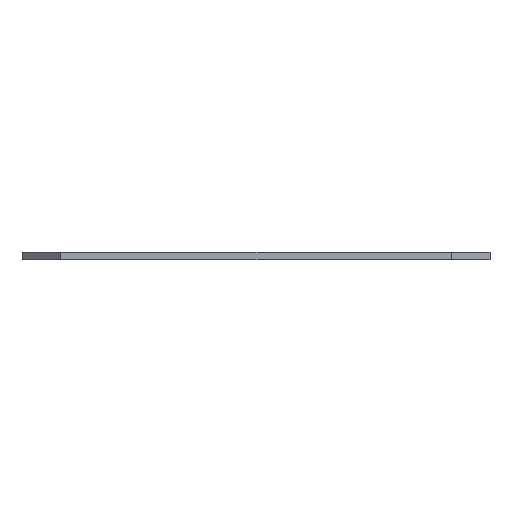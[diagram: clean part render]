
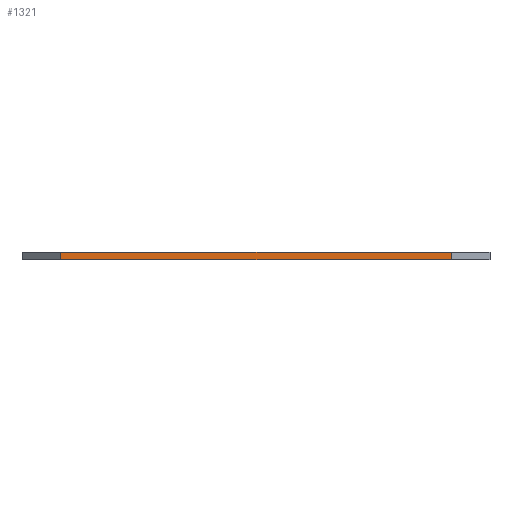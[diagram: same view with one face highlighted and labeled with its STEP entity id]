
A CAD part, left-side view. The second image highlights one B-rep face of the part: STEP entity #1321.
In plain terms, the highlighted planar face has unit normal (-1, 0, 0).
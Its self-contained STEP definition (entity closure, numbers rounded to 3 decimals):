
#115=PLANE('',#1483);
#169=FACE_OUTER_BOUND('',#229,.T.);
#229=EDGE_LOOP('',(#1067,#1068,#1069,#1070));
#386=LINE('',#2182,#460);
#392=LINE('',#2194,#466);
#397=LINE('',#2205,#471);
#398=LINE('',#2206,#472);
#460=VECTOR('',#1826,10.);
#466=VECTOR('',#1834,10.);
#471=VECTOR('',#1843,10.);
#472=VECTOR('',#1844,10.);
#677=VERTEX_POINT('',#2178);
#679=VERTEX_POINT('',#2181);
#682=VERTEX_POINT('',#2188);
#684=VERTEX_POINT('',#2192);
#838=EDGE_CURVE('',#679,#677,#386,.T.);
#844=EDGE_CURVE('',#682,#684,#392,.T.);
#849=EDGE_CURVE('',#682,#677,#397,.T.);
#850=EDGE_CURVE('',#679,#684,#398,.T.);
#1067=ORIENTED_EDGE('',*,*,#838,.T.);
#1068=ORIENTED_EDGE('',*,*,#849,.F.);
#1069=ORIENTED_EDGE('',*,*,#844,.T.);
#1070=ORIENTED_EDGE('',*,*,#850,.F.);
#1321=ADVANCED_FACE('',(#169),#115,.T.);
#1483=AXIS2_PLACEMENT_3D('',#2204,#1841,#1842);
#1826=DIRECTION('',(0.,0.,1.));
#1834=DIRECTION('',(0.,0.,-1.));
#1841=DIRECTION('center_axis',(-1.,0.,0.));
#1842=DIRECTION('ref_axis',(0.,-1.,0.));
#1843=DIRECTION('',(0.,-1.,0.));
#1844=DIRECTION('',(0.,1.,0.));
#2178=CARTESIAN_POINT('',(-90.,-75.,18.));
#2181=CARTESIAN_POINT('',(-90.,-75.,15.));
#2182=CARTESIAN_POINT('',(-90.,-75.,16.5));
#2188=CARTESIAN_POINT('',(-90.,75.,18.));
#2192=CARTESIAN_POINT('',(-90.,75.,15.));
#2194=CARTESIAN_POINT('',(-90.,75.,16.5));
#2204=CARTESIAN_POINT('Origin',(-90.,90.,15.));
#2205=CARTESIAN_POINT('',(-90.,-90.,18.));
#2206=CARTESIAN_POINT('',(-90.,-90.,15.));
